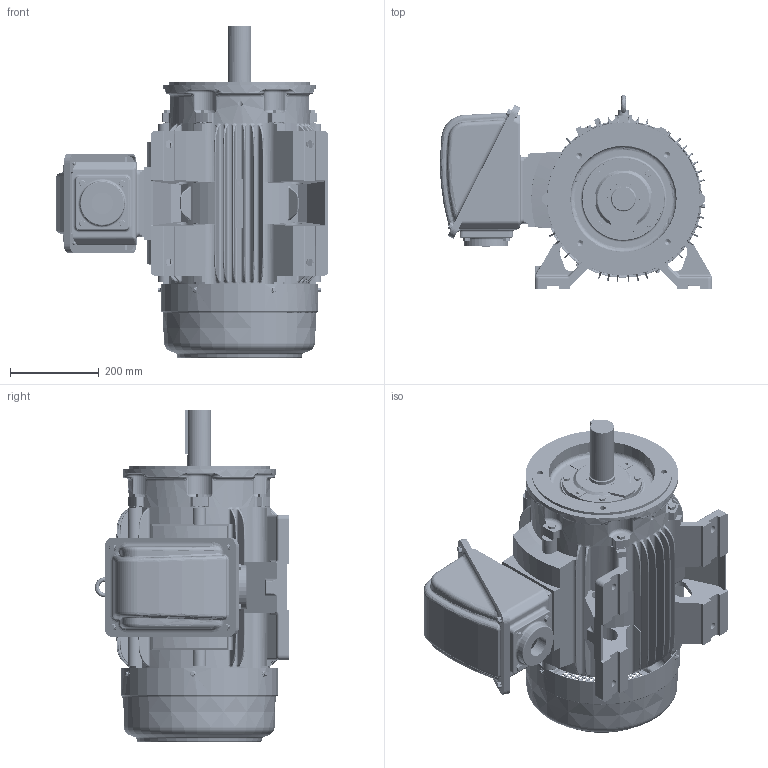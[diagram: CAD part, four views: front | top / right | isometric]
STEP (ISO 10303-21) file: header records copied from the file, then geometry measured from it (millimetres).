
FILE_DESCRIPTION(('CATIA V5 STEP Exchange'),'2;1');
FILE_NAME('AEHH8N 324TCX TWMI.stp','2021-05-31T02:21:06+00:00',('none'),('none'),'Unofficial Packaging Version','CATIA V5 STEP AP203','none');
FILE_SCHEMA(('CONFIG_CONTROL_DESIGN'));
Length unit declared in the file: millimetre
Products named in the file (1): AEHH8N 324TCX TWMI_AllCATPart
Bounding box: 614.21 x 438.75 x 749.05 mm (x, y, z)
Volume: 13516693.6 mm3; surface area: 3081106.1 mm2
Topology: 9 solids, 13 shells, 6097 faces, 17557 edges, 11499 vertices
Faces by surface type: cylinder 2324, plane 2057, bspline 903, torus 459, cone 326, sphere 28
Entity records: 249447 total; most frequent: CARTESIAN_POINT 106733, ORIENTED_EDGE 34914, DIRECTION 21359, EDGE_CURVE 17457, VERTEX_POINT 11498, AXIS2_PLACEMENT_3D 8752, VECTOR 7470, LINE 7470
